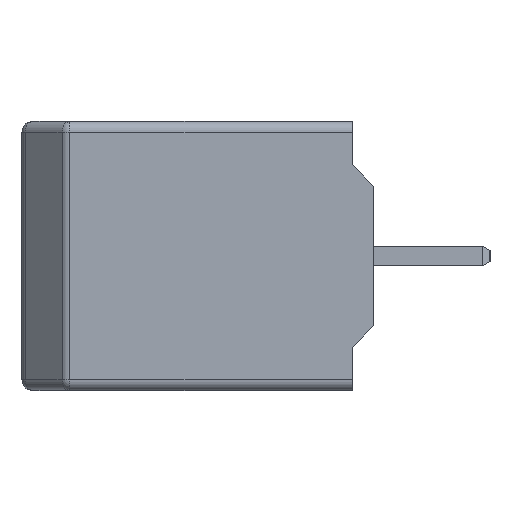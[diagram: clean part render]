
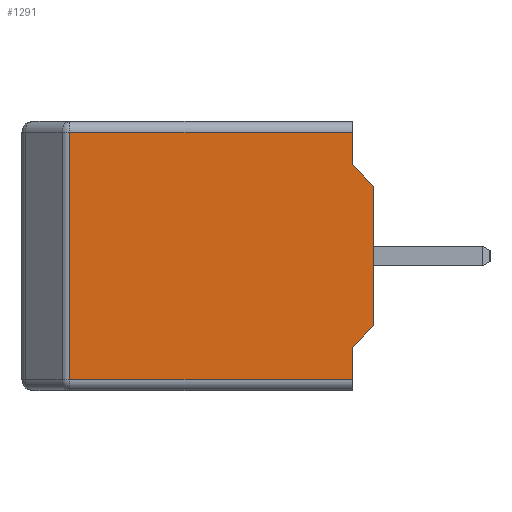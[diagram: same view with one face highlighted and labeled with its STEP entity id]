
A CAD part, left-side view. The second image highlights one B-rep face of the part: STEP entity #1291.
In plain terms, the highlighted planar face has unit normal (-1, 0, 0).
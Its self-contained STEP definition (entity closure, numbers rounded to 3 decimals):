
#6 = EDGE_CURVE ( 'NONE', #678, #1544, #901, .T. ) ;
#22 = DIRECTION ( 'NONE',  ( 0., -1., 0. ) ) ;
#98 = VERTEX_POINT ( 'NONE', #1115 ) ;
#103 = AXIS2_PLACEMENT_3D ( 'NONE', #2247, #1369, #828 ) ;
#164 = ORIENTED_EDGE ( 'NONE', *, *, #895, .T. ) ;
#167 = VERTEX_POINT ( 'NONE', #485 ) ;
#175 = VECTOR ( 'NONE', #22, 1000. ) ;
#198 = EDGE_CURVE ( 'NONE', #1544, #167, #2087, .T. ) ;
#225 = CARTESIAN_POINT ( 'NONE',  ( -12.065, 0.5, 2.11 ) ) ;
#236 = VECTOR ( 'NONE', #1706, 1000. ) ;
#283 = VECTOR ( 'NONE', #1529, 1000. ) ;
#317 = EDGE_LOOP ( 'NONE', ( #164, #1496, #530, #2230, #918, #488, #861, #1338 ) ) ;
#386 = CARTESIAN_POINT ( 'NONE',  ( -12.065, 7.026, -2.86 ) ) ;
#389 = LINE ( 'NONE', #451, #489 ) ;
#437 = VECTOR ( 'NONE', #1958, 1000. ) ;
#451 = CARTESIAN_POINT ( 'NONE',  ( -12.065, 7.026, -3.11 ) ) ;
#468 = CARTESIAN_POINT ( 'NONE',  ( -12.065, 0., -1.61 ) ) ;
#485 = CARTESIAN_POINT ( 'NONE',  ( -12.065, 0.5, 2.11 ) ) ;
#488 = ORIENTED_EDGE ( 'NONE', *, *, #198, .T. ) ;
#489 = VECTOR ( 'NONE', #967, 1000. ) ;
#530 = ORIENTED_EDGE ( 'NONE', *, *, #2238, .F. ) ;
#534 = CARTESIAN_POINT ( 'NONE',  ( -12.065, 0., 1.61 ) ) ;
#538 = CARTESIAN_POINT ( 'NONE',  ( -12.065, 0., 3.11 ) ) ;
#660 = VERTEX_POINT ( 'NONE', #1752 ) ;
#678 = VERTEX_POINT ( 'NONE', #1249 ) ;
#823 = DIRECTION ( 'NONE',  ( 0., 0.707, -0.707 ) ) ;
#828 = DIRECTION ( 'NONE',  ( 0., 0., -1. ) ) ;
#860 = LINE ( 'NONE', #1719, #283 ) ;
#861 = ORIENTED_EDGE ( 'NONE', *, *, #1347, .T. ) ;
#895 = EDGE_CURVE ( 'NONE', #660, #1700, #389, .T. ) ;
#901 = LINE ( 'NONE', #538, #437 ) ;
#918 = ORIENTED_EDGE ( 'NONE', *, *, #6, .T. ) ;
#967 = DIRECTION ( 'NONE',  ( 0., 0., -1. ) ) ;
#1115 = CARTESIAN_POINT ( 'NONE',  ( -12.065, 0.5, -2.11 ) ) ;
#1140 = VECTOR ( 'NONE', #1229, 1000. ) ;
#1168 = FACE_OUTER_BOUND ( 'NONE', #317, .T. ) ;
#1172 = CARTESIAN_POINT ( 'NONE',  ( -12.065, 0.5, -2.86 ) ) ;
#1176 = VERTEX_POINT ( 'NONE', #1172 ) ;
#1196 = LINE ( 'NONE', #468, #1244 ) ;
#1229 = DIRECTION ( 'NONE',  ( 0., 0., 1. ) ) ;
#1244 = VECTOR ( 'NONE', #823, 1000. ) ;
#1249 = CARTESIAN_POINT ( 'NONE',  ( -12.065, 0., -1.61 ) ) ;
#1291 = ADVANCED_FACE ( 'NONE', ( #1168 ), #1883, .F. ) ;
#1333 = EDGE_CURVE ( 'NONE', #1700, #1176, #1588, .T. ) ;
#1338 = ORIENTED_EDGE ( 'NONE', *, *, #1523, .T. ) ;
#1347 = EDGE_CURVE ( 'NONE', #167, #2048, #1394, .T. ) ;
#1369 = DIRECTION ( 'NONE',  ( 1., 0., 0. ) ) ;
#1394 = LINE ( 'NONE', #225, #1140 ) ;
#1402 = CARTESIAN_POINT ( 'NONE',  ( -12.065, 8.13, -2.86 ) ) ;
#1496 = ORIENTED_EDGE ( 'NONE', *, *, #1333, .T. ) ;
#1518 = EDGE_CURVE ( 'NONE', #678, #98, #1196, .T. ) ;
#1523 = EDGE_CURVE ( 'NONE', #2048, #660, #860, .T. ) ;
#1529 = DIRECTION ( 'NONE',  ( 0., 1., 0. ) ) ;
#1544 = VERTEX_POINT ( 'NONE', #1890 ) ;
#1559 = DIRECTION ( 'NONE',  ( 0., 0.707, 0.707 ) ) ;
#1576 = CARTESIAN_POINT ( 'NONE',  ( -12.065, 0.5, 2.86 ) ) ;
#1588 = LINE ( 'NONE', #1402, #175 ) ;
#1700 = VERTEX_POINT ( 'NONE', #386 ) ;
#1706 = DIRECTION ( 'NONE',  ( 0., 0., -1. ) ) ;
#1719 = CARTESIAN_POINT ( 'NONE',  ( -12.065, 8.13, 2.86 ) ) ;
#1752 = CARTESIAN_POINT ( 'NONE',  ( -12.065, 7.026, 2.86 ) ) ;
#1877 = LINE ( 'NONE', #1889, #236 ) ;
#1883 = PLANE ( 'NONE',  #103 ) ;
#1889 = CARTESIAN_POINT ( 'NONE',  ( -12.065, 0.5, -2.11 ) ) ;
#1890 = CARTESIAN_POINT ( 'NONE',  ( -12.065, 0., 1.61 ) ) ;
#1958 = DIRECTION ( 'NONE',  ( 0., 0., 1. ) ) ;
#2048 = VERTEX_POINT ( 'NONE', #1576 ) ;
#2079 = VECTOR ( 'NONE', #1559, 1000. ) ;
#2087 = LINE ( 'NONE', #534, #2079 ) ;
#2230 = ORIENTED_EDGE ( 'NONE', *, *, #1518, .F. ) ;
#2238 = EDGE_CURVE ( 'NONE', #98, #1176, #1877, .T. ) ;
#2247 = CARTESIAN_POINT ( 'NONE',  ( -12.065, 8.13, 3.11 ) ) ;
